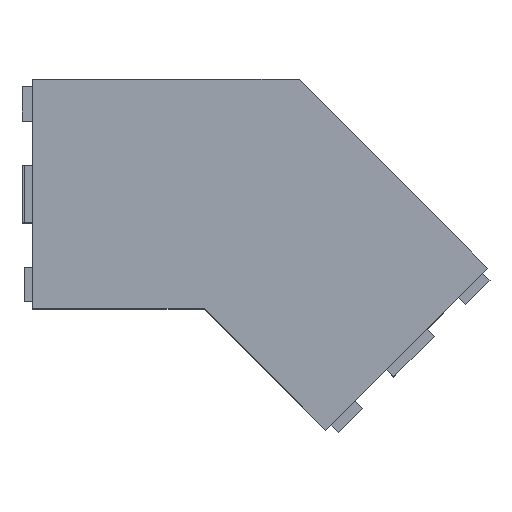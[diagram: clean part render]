
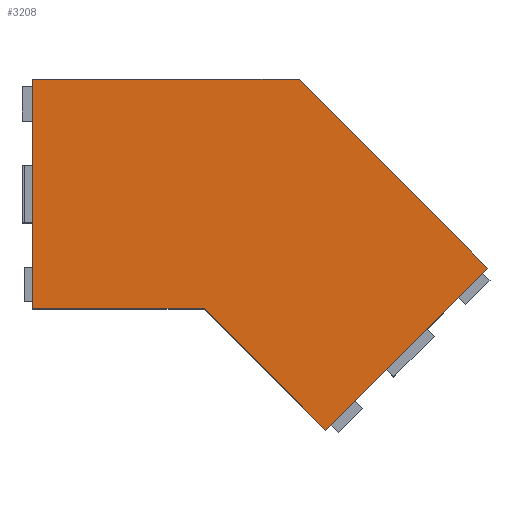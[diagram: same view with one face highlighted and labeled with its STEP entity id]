
A CAD part, top view. The second image highlights one B-rep face of the part: STEP entity #3208.
In plain terms, the highlighted planar face has unit normal (0, 0, 1).
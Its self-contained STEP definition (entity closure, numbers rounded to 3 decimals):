
#142 = VERTEX_POINT ( 'NONE', #779 ) ;
#154 = DIRECTION ( 'NONE',  ( 0., -1., 0. ) ) ;
#234 = LINE ( 'NONE', #3626, #2364 ) ;
#681 = DIRECTION ( 'NONE',  ( 0., 0., 1. ) ) ;
#735 = VECTOR ( 'NONE', #154, 1000. ) ;
#779 = CARTESIAN_POINT ( 'NONE',  ( 79.497, 7.071, 22.5 ) ) ;
#853 = EDGE_CURVE ( 'NONE', #142, #1393, #234, .T. ) ;
#908 = EDGE_CURVE ( 'NONE', #3705, #142, #2317, .T. ) ;
#1309 = DIRECTION ( 'NONE',  ( 0.707, -0.707, 0. ) ) ;
#1371 = CARTESIAN_POINT ( 'NONE',  ( 46.569, 40., 22.5 ) ) ;
#1393 = VERTEX_POINT ( 'NONE', #1371 ) ;
#1440 = DIRECTION ( 'NONE',  ( -0.707, 0.707, 0. ) ) ;
#1459 = CARTESIAN_POINT ( 'NONE',  ( 0., 0., 22.5 ) ) ;
#1480 = ORIENTED_EDGE ( 'NONE', *, *, #4005, .T. ) ;
#1560 = DIRECTION ( 'NONE',  ( 0.707, 0.707, 0. ) ) ;
#1722 = VECTOR ( 'NONE', #1560, 1000. ) ;
#1806 = FACE_OUTER_BOUND ( 'NONE', #3378, .T. ) ;
#1931 = ORIENTED_EDGE ( 'NONE', *, *, #908, .T. ) ;
#1962 = ORIENTED_EDGE ( 'NONE', *, *, #2279, .T. ) ;
#2038 = VERTEX_POINT ( 'NONE', #3741 ) ;
#2057 = LINE ( 'NONE', #2081, #2186 ) ;
#2081 = CARTESIAN_POINT ( 'NONE',  ( 30., 0., 22.5 ) ) ;
#2121 = CARTESIAN_POINT ( 'NONE',  ( 0., 40., 22.5 ) ) ;
#2186 = VECTOR ( 'NONE', #1309, 1000. ) ;
#2264 = VERTEX_POINT ( 'NONE', #4766 ) ;
#2265 = CARTESIAN_POINT ( 'NONE',  ( 0., 0., 22.5 ) ) ;
#2279 = EDGE_CURVE ( 'NONE', #1393, #2264, #4392, .T. ) ;
#2317 = LINE ( 'NONE', #4165, #1722 ) ;
#2364 = VECTOR ( 'NONE', #1440, 1000. ) ;
#2769 = CARTESIAN_POINT ( 'NONE',  ( 0., 0., 22.5 ) ) ;
#2849 = DIRECTION ( 'NONE',  ( 1., 0., 0. ) ) ;
#3028 = PLANE ( 'NONE',  #3271 ) ;
#3031 = ORIENTED_EDGE ( 'NONE', *, *, #4465, .T. ) ;
#3208 = ADVANCED_FACE ( 'NONE', ( #1806 ), #3028, .T. ) ;
#3271 = AXIS2_PLACEMENT_3D ( 'NONE', #2265, #681, #4815 ) ;
#3378 = EDGE_LOOP ( 'NONE', ( #4169, #1480, #1931, #4272, #1962, #3031 ) ) ;
#3543 = CARTESIAN_POINT ( 'NONE',  ( 51.213, -21.213, 22.5 ) ) ;
#3568 = LINE ( 'NONE', #2769, #735 ) ;
#3612 = VECTOR ( 'NONE', #2849, 1000. ) ;
#3626 = CARTESIAN_POINT ( 'NONE',  ( 79.497, 7.071, 22.5 ) ) ;
#3705 = VERTEX_POINT ( 'NONE', #3543 ) ;
#3741 = CARTESIAN_POINT ( 'NONE',  ( 30., 0., 22.5 ) ) ;
#4005 = EDGE_CURVE ( 'NONE', #2038, #3705, #2057, .T. ) ;
#4165 = CARTESIAN_POINT ( 'NONE',  ( 51.213, -21.213, 22.5 ) ) ;
#4169 = ORIENTED_EDGE ( 'NONE', *, *, #4230, .T. ) ;
#4230 = EDGE_CURVE ( 'NONE', #4380, #2038, #4420, .T. ) ;
#4272 = ORIENTED_EDGE ( 'NONE', *, *, #853, .T. ) ;
#4371 = DIRECTION ( 'NONE',  ( -1., 0., 0. ) ) ;
#4380 = VERTEX_POINT ( 'NONE', #1459 ) ;
#4392 = LINE ( 'NONE', #2121, #4455 ) ;
#4420 = LINE ( 'NONE', #4475, #3612 ) ;
#4455 = VECTOR ( 'NONE', #4371, 1000. ) ;
#4465 = EDGE_CURVE ( 'NONE', #2264, #4380, #3568, .T. ) ;
#4475 = CARTESIAN_POINT ( 'NONE',  ( 0., 0., 22.5 ) ) ;
#4766 = CARTESIAN_POINT ( 'NONE',  ( 0., 40., 22.5 ) ) ;
#4815 = DIRECTION ( 'NONE',  ( 1., 0., 0. ) ) ;
